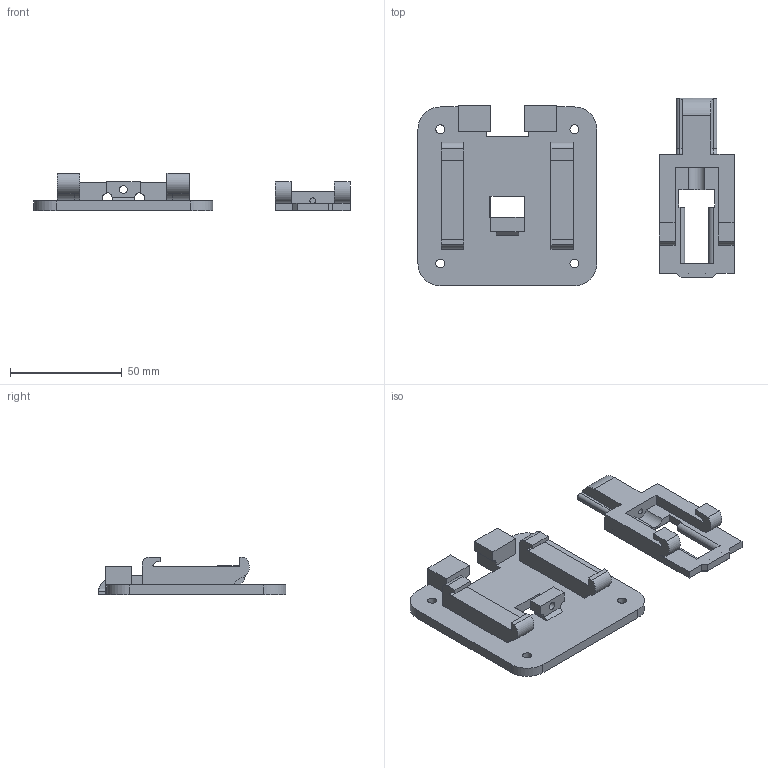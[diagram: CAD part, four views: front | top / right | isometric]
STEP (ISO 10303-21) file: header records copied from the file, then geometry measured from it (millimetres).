
FILE_DESCRIPTION(/* description */ (''),/* implementation_level */ '2;1');
FILE_NAME(/* name */ 'DIN35_clip_slide v2.step',/* time_stamp */ '2025-04-27T08:55:37-04:00',/* author */ (''),/* organization */ (''),/* preprocessor_version */ 'ST-DEVELOPER v20.1',/* originating_system */ 'Autodesk Translation Framework v14.4.0.0',/* authorisation */ '');
FILE_SCHEMA (('AUTOMOTIVE_DESIGN { 1 0 10303 214 3 1 1 }'));
Length unit declared in the file: millimetre
Products named in the file (2): DIN35 Clip Slide; DIN35 Clip Base
Assembly tree (1 placements, depth 2):
  DIN35 Clip Slide
    DIN35 Clip Base
Bounding box: 141.37 x 83.94 x 16.8 mm (x, y, z)
Volume: 49061 mm3; surface area: 24278.9 mm2
Topology: 2 solids, 2 shells, 179 faces, 499 edges, 330 vertices
Faces by surface type: plane 112, cylinder 57, torus 6, bspline 4
Full cylindrical faces by diameter (mm): 2.5 x1, 3.5 x1, 4 x4
Entity records: 7378 total; most frequent: CARTESIAN_POINT 2619, ORIENTED_EDGE 998, DIRECTION 951, EDGE_CURVE 499, LINE 371, VECTOR 371, VERTEX_POINT 330, AXIS2_PLACEMENT_3D 290
